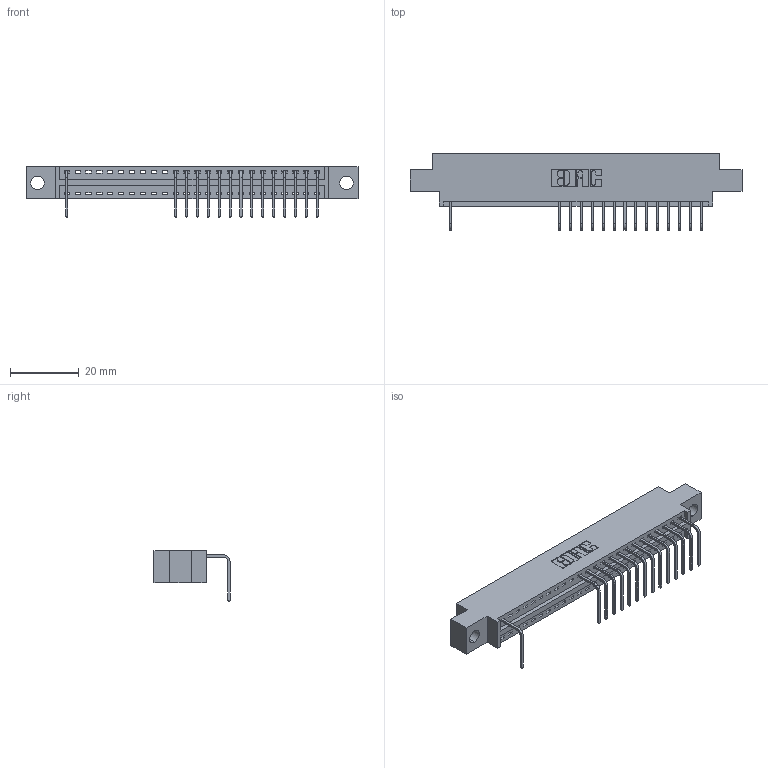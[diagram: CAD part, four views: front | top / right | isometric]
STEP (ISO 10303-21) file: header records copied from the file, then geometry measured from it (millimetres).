
FILE_DESCRIPTION (( 'STEP AP203' ), '1' );
FILE_NAME ('346-024-558-604.STEP', '2018-08-21T04:26:15', ( '' ), ( '' ), 'SwSTEP 2.0', 'SolidWorks 2016', '' );
FILE_SCHEMA (( 'CONFIG_CONTROL_DESIGN' ));
Length unit declared in the file: inch
Products named in the file (3): 346-024-558-604; 346 Part_0.170 Offset - 0.156 Dia-TH; 345-292-001_558 Tail - 2
Assembly tree (16 placements, depth 2):
  346-024-558-604
    346 Part_0.170 Offset - 0.156 Dia-TH
    345-292-001_558 Tail - 2  x15
Bounding box: 96.77 x 22.16 x 14.73 mm (x, y, z)
Volume: 8844 mm3; surface area: 10569.2 mm2
Topology: 16 solids, 16 shells, 1134 faces, 3449 edges, 2278 vertices
Faces by surface type: plane 800, cylinder 334
Entity records: 17249 total; most frequent: CARTESIAN_POINT 3011, ORIENTED_EDGE 2978, DIRECTION 2667, EDGE_CURVE 1489, LINE 1261, VECTOR 1261, VERTEX_POINT 990, AXIS2_PLACEMENT_3D 703
